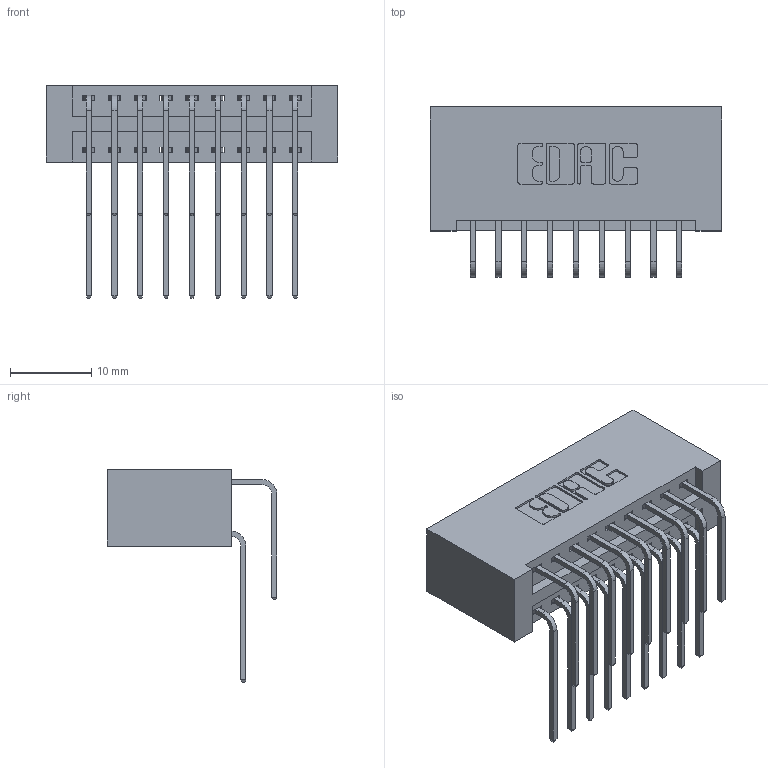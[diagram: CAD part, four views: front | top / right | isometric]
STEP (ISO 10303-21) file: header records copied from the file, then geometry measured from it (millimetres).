
FILE_DESCRIPTION (( 'STEP AP203' ), '1' );
FILE_NAME ('396-018-559-201.STEP', '2018-09-01T03:17:34', ( '' ), ( '' ), 'SwSTEP 2.0', 'SolidWorks 2016', '' );
FILE_SCHEMA (( 'CONFIG_CONTROL_DESIGN' ));
Length unit declared in the file: inch
Products named in the file (4): 346 Part_No Mounting Lugs; 345-292-001_558 559 Tail - 1; 345-292-001_559 Tail - 2; 396-018-559-201
Assembly tree (19 placements, depth 2):
  396-018-559-201
    346 Part_No Mounting Lugs
    345-292-001_558 559 Tail - 1  x9
    345-292-001_559 Tail - 2  x9
Bounding box: 35.81 x 20.89 x 26.16 mm (x, y, z)
Volume: 3913.1 mm3; surface area: 5521.5 mm2
Topology: 19 solids, 19 shells, 1086 faces, 3203 edges, 2110 vertices
Faces by surface type: plane 738, cylinder 348
Entity records: 11823 total; most frequent: CARTESIAN_POINT 2043, ORIENTED_EDGE 1926, DIRECTION 1819, EDGE_CURVE 963, VECTOR 763, LINE 763, VERTEX_POINT 638, AXIS2_PLACEMENT_3D 528
